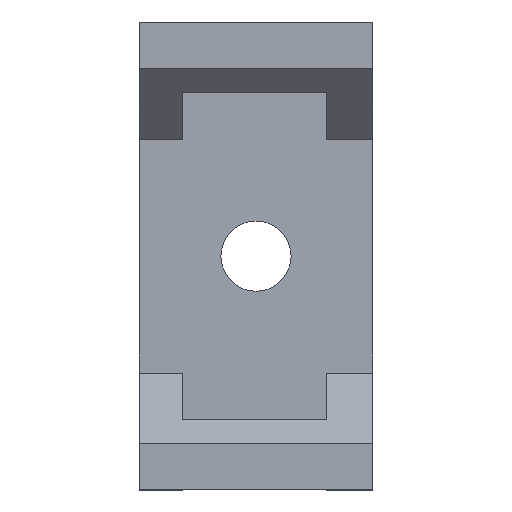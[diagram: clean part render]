
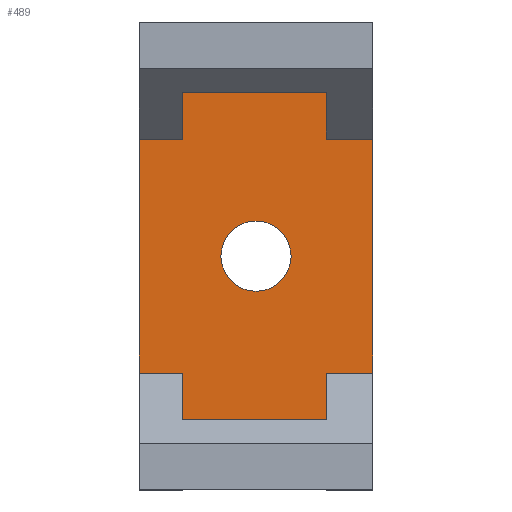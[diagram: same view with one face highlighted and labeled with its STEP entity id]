
A CAD part, top view. The second image highlights one B-rep face of the part: STEP entity #489.
In plain terms, the highlighted planar face has unit normal (0, 0, 1).
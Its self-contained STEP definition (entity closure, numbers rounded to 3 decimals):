
#15=FACE_BOUND('',#77,.T.);
#34=PLANE('',#514);
#55=FACE_OUTER_BOUND('',#76,.T.);
#76=EDGE_LOOP('',(#440,#441,#442,#443,#444,#445,#446,#447,#448,#449,#450,
#451));
#77=EDGE_LOOP('',(#452));
#91=LINE('',#661,#158);
#97=LINE('',#672,#164);
#101=LINE('',#680,#168);
#103=LINE('',#685,#170);
#106=LINE('',#691,#173);
#110=LINE('',#698,#177);
#116=LINE('',#710,#183);
#128=LINE('',#732,#195);
#134=LINE('',#743,#201);
#138=LINE('',#750,#205);
#141=LINE('',#755,#208);
#146=LINE('',#765,#213);
#158=VECTOR('',#541,10.);
#164=VECTOR('',#549,10.);
#168=VECTOR('',#555,10.);
#170=VECTOR('',#559,10.);
#173=VECTOR('',#564,10.);
#177=VECTOR('',#568,10.);
#183=VECTOR('',#578,10.);
#195=VECTOR('',#594,10.);
#201=VECTOR('',#602,10.);
#205=VECTOR('',#610,10.);
#208=VECTOR('',#613,10.);
#213=VECTOR('',#626,10.);
#215=CIRCLE('',#495,1.5);
#217=VERTEX_POINT('',#634);
#227=VERTEX_POINT('',#658);
#228=VERTEX_POINT('',#660);
#230=VERTEX_POINT('',#666);
#232=VERTEX_POINT('',#670);
#233=VERTEX_POINT('',#674);
#235=VERTEX_POINT('',#678);
#236=VERTEX_POINT('',#682);
#237=VERTEX_POINT('',#684);
#239=VERTEX_POINT('',#690);
#242=VERTEX_POINT('',#696);
#258=VERTEX_POINT('',#741);
#261=VERTEX_POINT('',#753);
#263=EDGE_CURVE('',#217,#217,#215,.T.);
#275=EDGE_CURVE('',#228,#227,#91,.T.);
#281=EDGE_CURVE('',#230,#232,#97,.T.);
#285=EDGE_CURVE('',#235,#233,#101,.T.);
#287=EDGE_CURVE('',#236,#237,#103,.T.);
#290=EDGE_CURVE('',#230,#239,#106,.T.);
#294=EDGE_CURVE('',#242,#236,#110,.T.);
#300=EDGE_CURVE('',#228,#235,#116,.T.);
#312=EDGE_CURVE('',#237,#232,#128,.T.);
#318=EDGE_CURVE('',#242,#258,#134,.T.);
#322=EDGE_CURVE('',#233,#258,#138,.T.);
#325=EDGE_CURVE('',#261,#227,#141,.T.);
#330=EDGE_CURVE('',#261,#239,#146,.T.);
#440=ORIENTED_EDGE('',*,*,#294,.F.);
#441=ORIENTED_EDGE('',*,*,#318,.T.);
#442=ORIENTED_EDGE('',*,*,#322,.F.);
#443=ORIENTED_EDGE('',*,*,#285,.F.);
#444=ORIENTED_EDGE('',*,*,#300,.F.);
#445=ORIENTED_EDGE('',*,*,#275,.T.);
#446=ORIENTED_EDGE('',*,*,#325,.F.);
#447=ORIENTED_EDGE('',*,*,#330,.T.);
#448=ORIENTED_EDGE('',*,*,#290,.F.);
#449=ORIENTED_EDGE('',*,*,#281,.T.);
#450=ORIENTED_EDGE('',*,*,#312,.F.);
#451=ORIENTED_EDGE('',*,*,#287,.F.);
#452=ORIENTED_EDGE('',*,*,#263,.T.);
#489=ADVANCED_FACE('',(#55,#15),#34,.T.);
#495=AXIS2_PLACEMENT_3D('',#635,#521,#522);
#514=AXIS2_PLACEMENT_3D('',#764,#624,#625);
#521=DIRECTION('center_axis',(0.,0.,
-1.));
#522=DIRECTION('ref_axis',(-1.,0.,0.));
#541=DIRECTION('',(0.,-1.,0.));
#549=DIRECTION('',(0.,-1.,0.));
#555=DIRECTION('',(0.,-1.,0.));
#559=DIRECTION('',(0.,-1.,0.));
#564=DIRECTION('',(-1.,0.,0.));
#568=DIRECTION('',(-1.,0.,0.));
#578=DIRECTION('',(1.,0.,0.));
#594=DIRECTION('',(-1.,0.,0.));
#602=DIRECTION('',(0.,1.,0.));
#610=DIRECTION('',(1.,0.,0.));
#613=DIRECTION('',(1.,0.,0.));
#624=DIRECTION('center_axis',(0.,0.,
1.));
#625=DIRECTION('ref_axis',(1.,0.,0.));
#626=DIRECTION('',(0.,-1.,0.));
#634=CARTESIAN_POINT('',(71.5,50.1,39.5));
#635=CARTESIAN_POINT('Origin',(70.,50.1,39.5));
#658=CARTESIAN_POINT('',(66.845,55.1,39.5));
#660=CARTESIAN_POINT('',(66.845,59.433,39.5));
#661=CARTESIAN_POINT('',(66.845,60.1,39.5));
#666=CARTESIAN_POINT('',(66.845,45.1,39.5));
#670=CARTESIAN_POINT('',(66.845,40.766,39.5));
#672=CARTESIAN_POINT('',(66.845,60.1,39.5));
#674=CARTESIAN_POINT('',(73.,55.1,39.5));
#678=CARTESIAN_POINT('',(73.,59.433,39.5));
#680=CARTESIAN_POINT('',(73.,60.1,39.5));
#682=CARTESIAN_POINT('',(73.,45.1,39.5));
#684=CARTESIAN_POINT('',(73.,40.766,39.5));
#685=CARTESIAN_POINT('',(73.,60.1,39.5));
#690=CARTESIAN_POINT('',(65.,45.1,39.5));
#691=CARTESIAN_POINT('',(72.5,45.1,39.5));
#696=CARTESIAN_POINT('',(75.,45.1,39.5));
#698=CARTESIAN_POINT('',(72.5,45.1,39.5));
#710=CARTESIAN_POINT('',(69.672,59.433,39.5));
#732=CARTESIAN_POINT('',(67.172,40.766,39.5));
#741=CARTESIAN_POINT('',(75.,55.1,39.5));
#743=CARTESIAN_POINT('',(75.,40.1,39.5));
#750=CARTESIAN_POINT('',(67.5,55.1,39.5));
#753=CARTESIAN_POINT('',(65.,55.1,39.5));
#755=CARTESIAN_POINT('',(67.5,55.1,39.5));
#764=CARTESIAN_POINT('Origin',(70.,50.1,39.5));
#765=CARTESIAN_POINT('',(65.,60.1,39.5));
